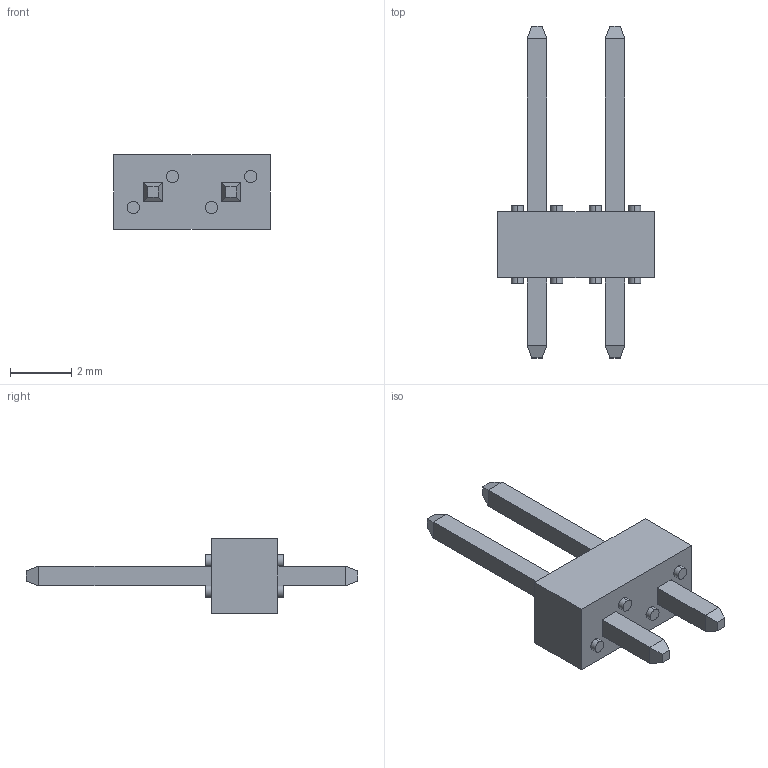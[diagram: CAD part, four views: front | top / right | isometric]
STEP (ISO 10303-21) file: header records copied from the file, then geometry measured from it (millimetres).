
FILE_DESCRIPTION (( 'STEP AP214' ), '1' );
FILE_NAME ('54101-G0502DLF.STEP', '2022-05-05T12:36:26', ( '' ), ( '' ), 'SwSTEP 2.0', 'SolidWorks 2017', '' );
FILE_SCHEMA (( 'AUTOMOTIVE_DESIGN' ));
Length unit declared in the file: millimetre
Products named in the file (3): Body^54101 gold-tin ASS_02; 54101-G0502DLF; Pin^54101 gold-tin ASS
Assembly tree (3 placements, depth 2):
  54101-G0502DLF
    Body^54101 gold-tin ASS_02
    Pin^54101 gold-tin ASS  x2
Bounding box: 5.08 x 10.8 x 2.41 mm (x, y, z)
Volume: 33.3 mm3; surface area: 124.7 mm2
Topology: 5 solids, 5 shells, 78 faces, 164 edges, 104 vertices
Faces by surface type: plane 62, cylinder 16
Entity records: 1691 total; most frequent: DIRECTION 284, CARTESIAN_POINT 268, ORIENTED_EDGE 248, EDGE_CURVE 124, AXIS2_PLACEMENT_3D 96, VECTOR 92, LINE 92, VERTEX_POINT 80
